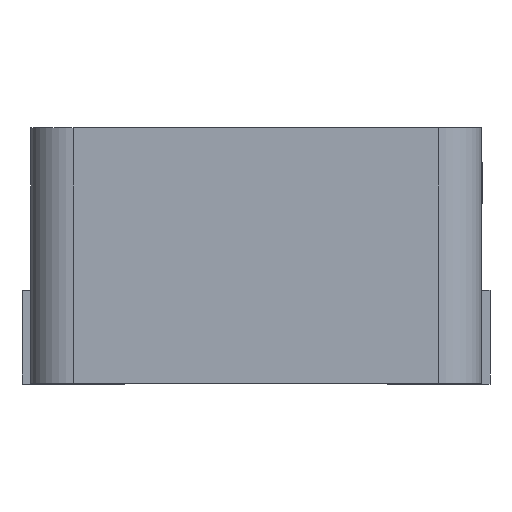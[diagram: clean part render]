
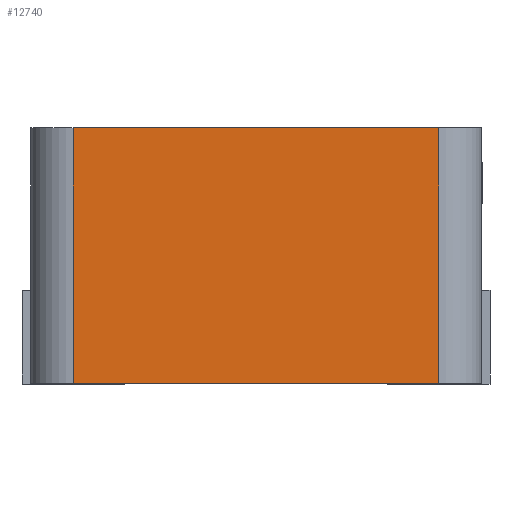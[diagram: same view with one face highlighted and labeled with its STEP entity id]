
A CAD part, front view. The second image highlights one B-rep face of the part: STEP entity #12740.
In plain terms, the highlighted planar face has unit normal (0, -1, 0).
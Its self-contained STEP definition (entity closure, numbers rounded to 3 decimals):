
#1423 = EDGE_LOOP ( 'NONE', ( #2476, #13368, #15318, #7059 ) ) ;
#1507 = DIRECTION ( 'NONE',  ( 0., 1., 0. ) ) ;
#2439 = VECTOR ( 'NONE', #15954, 1000. ) ;
#2476 = ORIENTED_EDGE ( 'NONE', *, *, #13644, .F. ) ;
#2772 = DIRECTION ( 'NONE',  ( 0., 0., 1. ) ) ;
#2788 = VERTEX_POINT ( 'NONE', #6744 ) ;
#3965 = VECTOR ( 'NONE', #10055, 1000. ) ;
#4463 = EDGE_CURVE ( 'NONE', #13782, #15470, #5379, .T. ) ;
#4730 = EDGE_CURVE ( 'NONE', #15470, #2788, #15840, .T. ) ;
#5069 = CARTESIAN_POINT ( 'NONE',  ( 2.15, -2.6, 0. ) ) ;
#5193 = CARTESIAN_POINT ( 'NONE',  ( -2.65, -2.6, 0. ) ) ;
#5379 = LINE ( 'NONE', #5193, #2439 ) ;
#6239 = EDGE_CURVE ( 'NONE', #10160, #13782, #11949, .T. ) ;
#6557 = CARTESIAN_POINT ( 'NONE',  ( -2.65, -2.6, 3. ) ) ;
#6744 = CARTESIAN_POINT ( 'NONE',  ( 2.15, -2.6, 3. ) ) ;
#7059 = ORIENTED_EDGE ( 'NONE', *, *, #4730, .T. ) ;
#7217 = VECTOR ( 'NONE', #12964, 1000. ) ;
#7650 = CARTESIAN_POINT ( 'NONE',  ( -2.15, -2.6, 0. ) ) ;
#10055 = DIRECTION ( 'NONE',  ( 0., 0., -1. ) ) ;
#10160 = VERTEX_POINT ( 'NONE', #13707 ) ;
#11247 = CARTESIAN_POINT ( 'NONE',  ( 2.15, -2.6, 3. ) ) ;
#11520 = AXIS2_PLACEMENT_3D ( 'NONE', #17960, #1507, #2772 ) ;
#11949 = LINE ( 'NONE', #13269, #3965 ) ;
#12740 = ADVANCED_FACE ( 'NONE', ( #13772 ), #15161, .F. ) ;
#12964 = DIRECTION ( 'NONE',  ( 0., 0., 1. ) ) ;
#13269 = CARTESIAN_POINT ( 'NONE',  ( -2.15, -2.6, 3. ) ) ;
#13368 = ORIENTED_EDGE ( 'NONE', *, *, #6239, .T. ) ;
#13644 = EDGE_CURVE ( 'NONE', #10160, #2788, #15468, .T. ) ;
#13707 = CARTESIAN_POINT ( 'NONE',  ( -2.15, -2.6, 3. ) ) ;
#13772 = FACE_OUTER_BOUND ( 'NONE', #1423, .T. ) ;
#13782 = VERTEX_POINT ( 'NONE', #7650 ) ;
#15161 = PLANE ( 'NONE',  #11520 ) ;
#15318 = ORIENTED_EDGE ( 'NONE', *, *, #4463, .T. ) ;
#15468 = LINE ( 'NONE', #6557, #15976 ) ;
#15470 = VERTEX_POINT ( 'NONE', #5069 ) ;
#15840 = LINE ( 'NONE', #11247, #7217 ) ;
#15954 = DIRECTION ( 'NONE',  ( 1., 0., 0. ) ) ;
#15976 = VECTOR ( 'NONE', #19342, 1000. ) ;
#17960 = CARTESIAN_POINT ( 'NONE',  ( -2.65, -2.6, 3. ) ) ;
#19342 = DIRECTION ( 'NONE',  ( 1., 0., 0. ) ) ;
